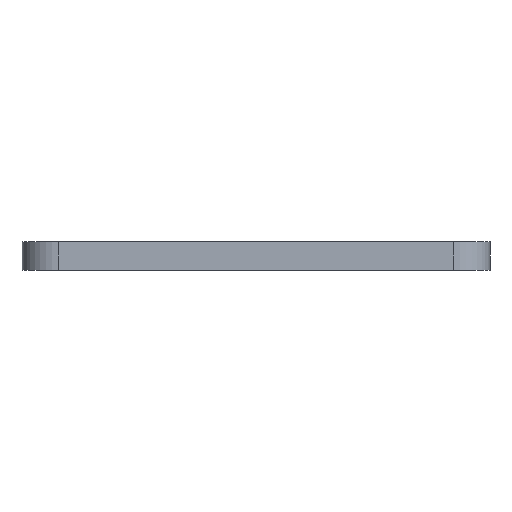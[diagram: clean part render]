
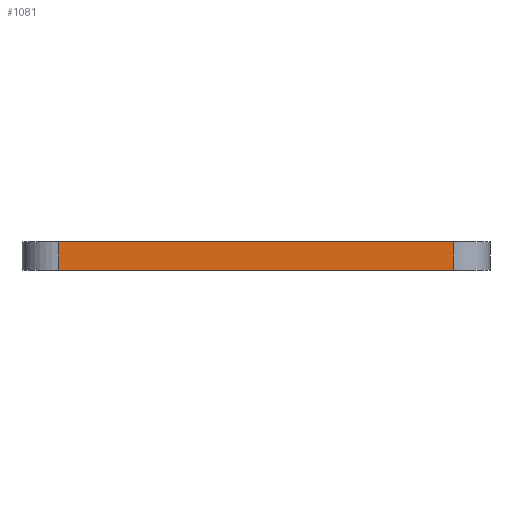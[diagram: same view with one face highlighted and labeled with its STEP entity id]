
A CAD part, left-side view. The second image highlights one B-rep face of the part: STEP entity #1081.
In plain terms, the highlighted planar face has unit normal (-1, 0, 0).
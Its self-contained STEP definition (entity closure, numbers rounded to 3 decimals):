
#57=PLANE('',#1183);
#81=FACE_OUTER_BOUND('',#155,.T.);
#155=EDGE_LOOP('',(#797,#798,#799,#800));
#232=LINE('',#1619,#324);
#249=LINE('',#1712,#341);
#250=LINE('',#1715,#342);
#251=LINE('',#1716,#343);
#324=VECTOR('',#1286,10.);
#341=VECTOR('',#1365,10.);
#342=VECTOR('',#1368,10.);
#343=VECTOR('',#1369,10.);
#482=VERTEX_POINT('',#1616);
#483=VERTEX_POINT('',#1618);
#528=VERTEX_POINT('',#1710);
#529=VERTEX_POINT('',#1714);
#588=EDGE_CURVE('',#482,#483,#232,.T.);
#635=EDGE_CURVE('',#483,#528,#249,.T.);
#636=EDGE_CURVE('',#529,#482,#250,.T.);
#637=EDGE_CURVE('',#528,#529,#251,.T.);
#797=ORIENTED_EDGE('',*,*,#635,.F.);
#798=ORIENTED_EDGE('',*,*,#588,.F.);
#799=ORIENTED_EDGE('',*,*,#636,.F.);
#800=ORIENTED_EDGE('',*,*,#637,.F.);
#1081=ADVANCED_FACE('',(#81),#57,.T.);
#1183=AXIS2_PLACEMENT_3D('',#1713,#1366,#1367);
#1286=DIRECTION('',(0.,1.,0.));
#1365=DIRECTION('',(0.,0.,1.));
#1366=DIRECTION('center_axis',(-1.,0.,0.));
#1367=DIRECTION('ref_axis',(0.,-1.,0.));
#1368=DIRECTION('',(0.,0.,-1.));
#1369=DIRECTION('',(0.,-1.,0.));
#1616=CARTESIAN_POINT('',(-65.,-54.918,0.));
#1618=CARTESIAN_POINT('',(-65.,54.918,0.));
#1619=CARTESIAN_POINT('',(-65.,-65.,0.));
#1710=CARTESIAN_POINT('',(-65.,54.918,8.));
#1712=CARTESIAN_POINT('',(-65.,54.918,0.));
#1713=CARTESIAN_POINT('Origin',(-65.,65.,0.));
#1714=CARTESIAN_POINT('',(-65.,-54.918,8.));
#1715=CARTESIAN_POINT('',(-65.,-54.918,0.));
#1716=CARTESIAN_POINT('',(-65.,-65.,8.));
